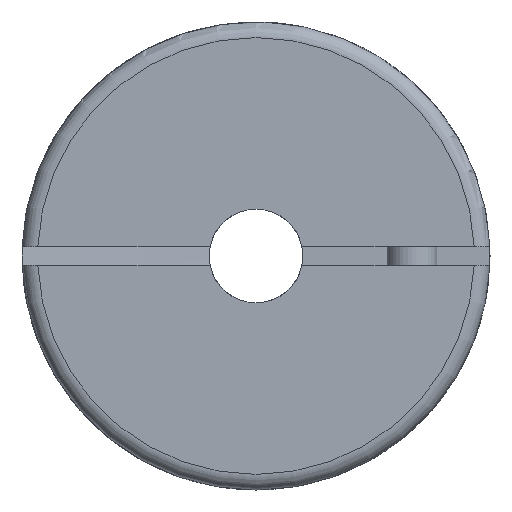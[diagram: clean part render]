
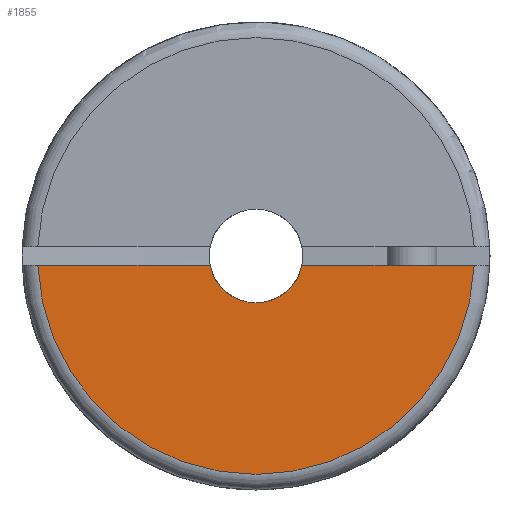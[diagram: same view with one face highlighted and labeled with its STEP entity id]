
A CAD part, left-side view. The second image highlights one B-rep face of the part: STEP entity #1855.
In plain terms, the highlighted planar face has unit normal (-1, 0, 0).
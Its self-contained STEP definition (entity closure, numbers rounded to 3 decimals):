
#51=PLANE('',#2013);
#159=LINE('',#2827,#317);
#160=LINE('',#2831,#318);
#317=VECTOR('',#2229,1000.);
#318=VECTOR('',#2232,1000.);
#484=ORIENTED_EDGE('',*,*,#1008,.T.);
#485=ORIENTED_EDGE('',*,*,#1009,.T.);
#486=ORIENTED_EDGE('',*,*,#1010,.F.);
#487=ORIENTED_EDGE('',*,*,#1011,.T.);
#1008=EDGE_CURVE('',#1269,#1270,#1446,.T.);
#1009=EDGE_CURVE('',#1270,#1271,#159,.T.);
#1010=EDGE_CURVE('',#1272,#1271,#1447,.T.);
#1011=EDGE_CURVE('',#1272,#1269,#160,.T.);
#1269=VERTEX_POINT('',#2825);
#1270=VERTEX_POINT('',#2826);
#1271=VERTEX_POINT('',#2828);
#1272=VERTEX_POINT('',#2830);
#1446=CIRCLE('',#2014,1.5);
#1447=CIRCLE('',#2015,7.);
#1517=EDGE_LOOP('',(#484,#485,#486,#487));
#1673=FACE_BOUND('',#1517,.T.);
#1855=ADVANCED_FACE('',(#1673),#51,.T.);
#2013=AXIS2_PLACEMENT_3D('',#2823,#2225,#2226);
#2014=AXIS2_PLACEMENT_3D('',#2824,#2227,#2228);
#2015=AXIS2_PLACEMENT_3D('',#2829,#2230,#2231);
#2225=DIRECTION('',(-1.,0.,0.));
#2226=DIRECTION('',(0.,0.,1.));
#2227=DIRECTION('',(1.,0.,0.));
#2228=DIRECTION('',(0.,0.,-1.));
#2229=DIRECTION('',(0.,1.,0.));
#2230=DIRECTION('',(1.,0.,0.));
#2231=DIRECTION('',(0.,0.,-1.));
#2232=DIRECTION('',(0.,1.,0.));
#2823=CARTESIAN_POINT('',(0.,7.,0.));
#2824=CARTESIAN_POINT('',(0.,0.,0.));
#2825=CARTESIAN_POINT('',(0.,-1.47,-0.3));
#2826=CARTESIAN_POINT('',(0.,1.47,-0.3));
#2827=CARTESIAN_POINT('',(0.,7.,-0.3));
#2828=CARTESIAN_POINT('',(0.,6.994,-0.3));
#2829=CARTESIAN_POINT('',(0.,0.,0.));
#2830=CARTESIAN_POINT('',(0.,-6.994,-0.3));
#2831=CARTESIAN_POINT('',(0.,-7.5,-0.3));
